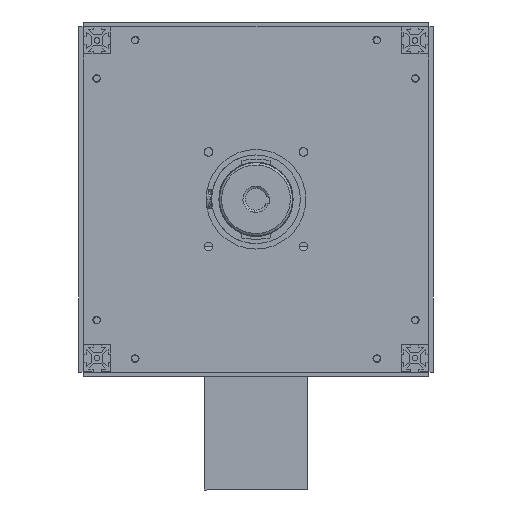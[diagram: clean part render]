
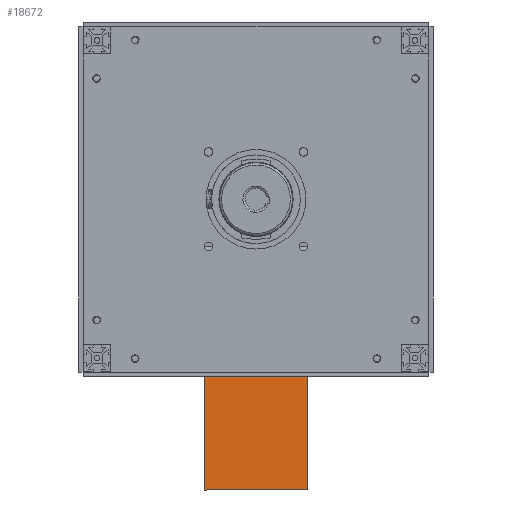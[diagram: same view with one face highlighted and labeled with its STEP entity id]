
A CAD part, front view. The second image highlights one B-rep face of the part: STEP entity #18672.
In plain terms, the highlighted planar face has unit normal (0, -1, 0).
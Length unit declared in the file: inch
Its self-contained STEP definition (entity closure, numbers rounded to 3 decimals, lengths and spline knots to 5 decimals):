
#437 = ORIENTED_EDGE ( 'NONE', *, *, #10774, .F. ) ;
#604 = DIRECTION ( 'NONE',  ( 0., 0., -1. ) ) ;
#736 = VERTEX_POINT ( 'NONE', #5006 ) ;
#1155 = LINE ( 'NONE', #14804, #13875 ) ;
#3133 = CARTESIAN_POINT ( 'NONE',  ( 1.5, 0., 3. ) ) ;
#3555 = CARTESIAN_POINT ( 'NONE',  ( 1.5, 0., -3. ) ) ;
#3726 = EDGE_CURVE ( 'NONE', #736, #8211, #10437, .T. ) ;
#4310 = EDGE_CURVE ( 'NONE', #22598, #736, #7223, .T. ) ;
#4838 = VECTOR ( 'NONE', #30115, 39.37008 ) ;
#5006 = CARTESIAN_POINT ( 'NONE',  ( -1.5, 0., -3. ) ) ;
#5132 = DIRECTION ( 'NONE',  ( 0., 0., -1. ) ) ;
#5874 = VECTOR ( 'NONE', #604, 39.37008 ) ;
#6554 = CARTESIAN_POINT ( 'NONE',  ( -1.5, 0., -3. ) ) ;
#7223 = LINE ( 'NONE', #6554, #16771 ) ;
#7783 = PLANE ( 'NONE',  #30657 ) ;
#8211 = VERTEX_POINT ( 'NONE', #11814 ) ;
#9407 = ORIENTED_EDGE ( 'NONE', *, *, #3726, .F. ) ;
#10256 = CARTESIAN_POINT ( 'NONE',  ( 0., 0., 0. ) ) ;
#10437 = LINE ( 'NONE', #26825, #4838 ) ;
#10538 = EDGE_CURVE ( 'NONE', #8211, #32213, #1155, .T. ) ;
#10774 = EDGE_CURVE ( 'NONE', #32213, #22598, #11494, .T. ) ;
#11494 = LINE ( 'NONE', #3133, #5874 ) ;
#11814 = CARTESIAN_POINT ( 'NONE',  ( -1.5, 0., 3. ) ) ;
#13875 = VECTOR ( 'NONE', #29792, 39.37008 ) ;
#14804 = CARTESIAN_POINT ( 'NONE',  ( -1.5, 0., 3. ) ) ;
#16771 = VECTOR ( 'NONE', #19066, 39.37008 ) ;
#18672 = ADVANCED_FACE ( 'NONE', ( #25659 ), #7783, .T. ) ;
#19066 = DIRECTION ( 'NONE',  ( -1., 0., 0. ) ) ;
#19160 = ORIENTED_EDGE ( 'NONE', *, *, #4310, .F. ) ;
#20539 = CARTESIAN_POINT ( 'NONE',  ( 1.5, 0., 3. ) ) ;
#22598 = VERTEX_POINT ( 'NONE', #3555 ) ;
#25659 = FACE_OUTER_BOUND ( 'NONE', #31349, .T. ) ;
#26825 = CARTESIAN_POINT ( 'NONE',  ( -1.5, 0., 3. ) ) ;
#28532 = ORIENTED_EDGE ( 'NONE', *, *, #10538, .F. ) ;
#29792 = DIRECTION ( 'NONE',  ( 1., 0., 0. ) ) ;
#30115 = DIRECTION ( 'NONE',  ( 0., 0., 1. ) ) ;
#30227 = DIRECTION ( 'NONE',  ( 0., -1., 0. ) ) ;
#30657 = AXIS2_PLACEMENT_3D ( 'NONE', #10256, #30227, #5132 ) ;
#31349 = EDGE_LOOP ( 'NONE', ( #437, #28532, #9407, #19160 ) ) ;
#32213 = VERTEX_POINT ( 'NONE', #20539 ) ;
